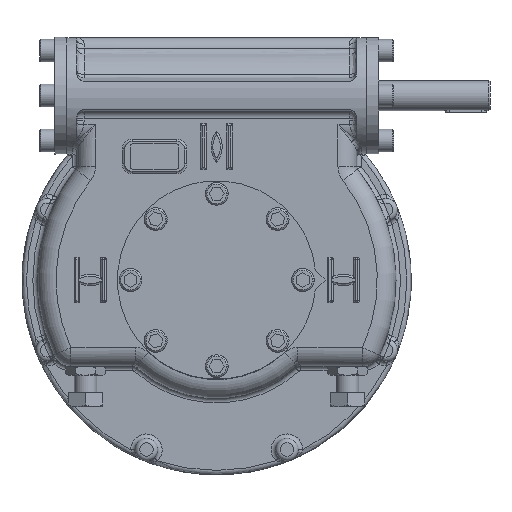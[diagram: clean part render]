
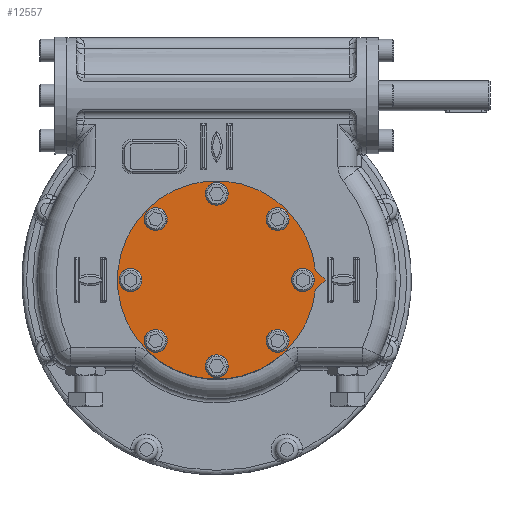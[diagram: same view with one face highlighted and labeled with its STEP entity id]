
A CAD part, top view. The second image highlights one B-rep face of the part: STEP entity #12557.
In plain terms, the highlighted planar face has unit normal (0, 0, 1).
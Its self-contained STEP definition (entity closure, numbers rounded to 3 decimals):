
#986=LINE('',#27397,#1757);
#989=LINE('',#27402,#1760);
#1757=VECTOR('',#16806,1000.);
#1760=VECTOR('',#16811,1000.);
#2207=PLANE('',#14135);
#2507=CIRCLE('',#14123,132.5);
#2516=CIRCLE('',#14136,10.5);
#2517=CIRCLE('',#14137,10.5);
#2518=CIRCLE('',#14138,10.5);
#2519=CIRCLE('',#14139,10.5);
#2520=CIRCLE('',#14140,10.5);
#2521=CIRCLE('',#14141,10.5);
#2522=CIRCLE('',#14142,10.5);
#2523=CIRCLE('',#14143,10.5);
#4845=ORIENTED_EDGE('',*,*,#7460,.F.);
#4846=ORIENTED_EDGE('',*,*,#7461,.F.);
#4847=ORIENTED_EDGE('',*,*,#7462,.F.);
#4848=ORIENTED_EDGE('',*,*,#7463,.F.);
#4849=ORIENTED_EDGE('',*,*,#7464,.F.);
#4850=ORIENTED_EDGE('',*,*,#7465,.F.);
#4851=ORIENTED_EDGE('',*,*,#7466,.F.);
#4852=ORIENTED_EDGE('',*,*,#7467,.F.);
#4853=ORIENTED_EDGE('',*,*,#7445,.F.);
#4854=ORIENTED_EDGE('',*,*,#7451,.F.);
#4855=ORIENTED_EDGE('',*,*,#7448,.F.);
#7445=EDGE_CURVE('',#9067,#9068,#2507,.T.);
#7448=EDGE_CURVE('',#9068,#9070,#986,.T.);
#7451=EDGE_CURVE('',#9070,#9067,#989,.T.);
#7460=EDGE_CURVE('',#9079,#9079,#2516,.T.);
#7461=EDGE_CURVE('',#9080,#9080,#2517,.T.);
#7462=EDGE_CURVE('',#9081,#9081,#2518,.T.);
#7463=EDGE_CURVE('',#9082,#9082,#2519,.T.);
#7464=EDGE_CURVE('',#9083,#9083,#2520,.T.);
#7465=EDGE_CURVE('',#9084,#9084,#2521,.T.);
#7466=EDGE_CURVE('',#9085,#9085,#2522,.T.);
#7467=EDGE_CURVE('',#9086,#9086,#2523,.T.);
#9067=VERTEX_POINT('',#27390);
#9068=VERTEX_POINT('',#27392);
#9070=VERTEX_POINT('',#27398);
#9079=VERTEX_POINT('',#27422);
#9080=VERTEX_POINT('',#27424);
#9081=VERTEX_POINT('',#27426);
#9082=VERTEX_POINT('',#27428);
#9083=VERTEX_POINT('',#27430);
#9084=VERTEX_POINT('',#27432);
#9085=VERTEX_POINT('',#27434);
#9086=VERTEX_POINT('',#27436);
#10626=EDGE_LOOP('',(#4845));
#10627=EDGE_LOOP('',(#4846));
#10628=EDGE_LOOP('',(#4847));
#10629=EDGE_LOOP('',(#4848));
#10630=EDGE_LOOP('',(#4849));
#10631=EDGE_LOOP('',(#4850));
#10632=EDGE_LOOP('',(#4851));
#10633=EDGE_LOOP('',(#4852));
#10634=EDGE_LOOP('',(#4853,#4854,#4855));
#11627=FACE_BOUND('',#10626,.T.);
#11628=FACE_BOUND('',#10627,.T.);
#11629=FACE_BOUND('',#10628,.T.);
#11630=FACE_BOUND('',#10629,.T.);
#11631=FACE_BOUND('',#10630,.T.);
#11632=FACE_BOUND('',#10631,.T.);
#11633=FACE_BOUND('',#10632,.T.);
#11634=FACE_BOUND('',#10633,.T.);
#11635=FACE_BOUND('',#10634,.T.);
#12557=ADVANCED_FACE('',(#11627,#11628,#11629,#11630,#11631,#11632,#11633,
#11634,#11635),#2207,.F.);
#14123=AXIS2_PLACEMENT_3D('',#27391,#16800,#16801);
#14135=AXIS2_PLACEMENT_3D('',#27420,#16830,#16831);
#14136=AXIS2_PLACEMENT_3D('',#27421,#16832,#16833);
#14137=AXIS2_PLACEMENT_3D('',#27423,#16834,#16835);
#14138=AXIS2_PLACEMENT_3D('',#27425,#16836,#16837);
#14139=AXIS2_PLACEMENT_3D('',#27427,#16838,#16839);
#14140=AXIS2_PLACEMENT_3D('',#27429,#16840,#16841);
#14141=AXIS2_PLACEMENT_3D('',#27431,#16842,#16843);
#14142=AXIS2_PLACEMENT_3D('',#27433,#16844,#16845);
#14143=AXIS2_PLACEMENT_3D('',#27435,#16846,#16847);
#16800=DIRECTION('',(0.,0.,-1.));
#16801=DIRECTION('',(1.,0.,0.));
#16806=DIRECTION('',(0.707,-0.707,0.));
#16811=DIRECTION('',(-0.707,-0.707,0.));
#16830=DIRECTION('',(0.,0.,-1.));
#16831=DIRECTION('',(-1.,0.,0.));
#16832=DIRECTION('',(0.,0.,1.));
#16833=DIRECTION('',(1.,0.,0.));
#16834=DIRECTION('',(0.,0.,1.));
#16835=DIRECTION('',(0.707,-0.707,0.));
#16836=DIRECTION('',(0.,0.,1.));
#16837=DIRECTION('',(0.,-1.,0.));
#16838=DIRECTION('',(0.,0.,1.));
#16839=DIRECTION('',(-0.707,-0.707,0.));
#16840=DIRECTION('',(0.,0.,1.));
#16841=DIRECTION('',(-1.,0.,0.));
#16842=DIRECTION('',(0.,0.,1.));
#16843=DIRECTION('',(-0.707,0.707,0.));
#16844=DIRECTION('',(0.,0.,1.));
#16845=DIRECTION('',(0.,1.,0.));
#16846=DIRECTION('',(0.,0.,1.));
#16847=DIRECTION('',(0.707,0.707,0.));
#27390=CARTESIAN_POINT('',(131.845,-13.155,70.25));
#27391=CARTESIAN_POINT('',(0.,0.,70.25));
#27392=CARTESIAN_POINT('',(131.845,13.155,70.25));
#27397=CARTESIAN_POINT('',(131.845,13.155,70.25));
#27398=CARTESIAN_POINT('',(145.,0.,70.25));
#27402=CARTESIAN_POINT('',(145.,0.,70.25));
#27420=CARTESIAN_POINT('',(0.,0.,70.25));
#27421=CARTESIAN_POINT('',(0.,115.,70.25));
#27422=CARTESIAN_POINT('',(10.5,115.,70.25));
#27423=CARTESIAN_POINT('',(81.317,81.317,70.25));
#27424=CARTESIAN_POINT('',(88.742,73.893,70.25));
#27425=CARTESIAN_POINT('',(115.,0.,70.25));
#27426=CARTESIAN_POINT('',(115.,-10.5,70.25));
#27427=CARTESIAN_POINT('',(81.317,-81.317,70.25));
#27428=CARTESIAN_POINT('',(73.893,-88.742,70.25));
#27429=CARTESIAN_POINT('',(0.,-115.,70.25));
#27430=CARTESIAN_POINT('',(-10.5,-115.,70.25));
#27431=CARTESIAN_POINT('',(-81.317,-81.317,70.25));
#27432=CARTESIAN_POINT('',(-88.742,-73.893,70.25));
#27433=CARTESIAN_POINT('',(-115.,0.,70.25));
#27434=CARTESIAN_POINT('',(-115.,10.5,70.25));
#27435=CARTESIAN_POINT('',(-81.317,81.317,70.25));
#27436=CARTESIAN_POINT('',(-73.893,88.742,70.25));
